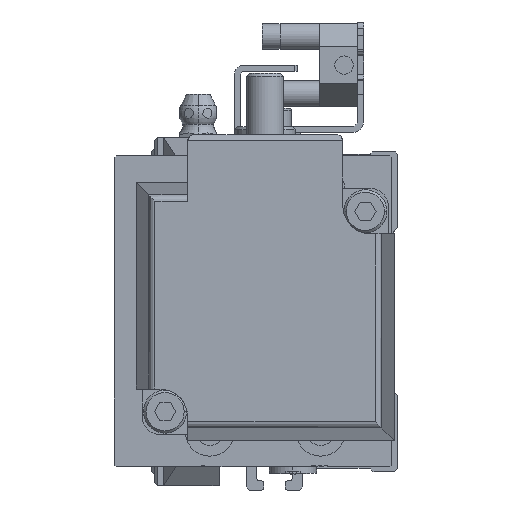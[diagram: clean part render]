
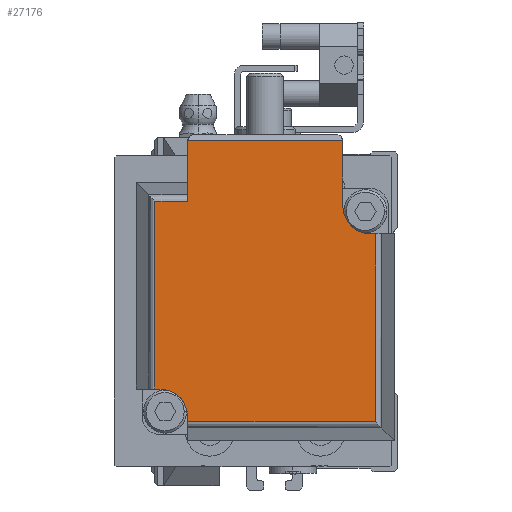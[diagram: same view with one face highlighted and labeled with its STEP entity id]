
A CAD part, left-side view. The second image highlights one B-rep face of the part: STEP entity #27176.
In plain terms, the highlighted face is planar.
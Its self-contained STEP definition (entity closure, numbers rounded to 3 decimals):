
#895 = VECTOR ( 'NONE', #12083, 1000. ) ;
#928 = CARTESIAN_POINT ( 'NONE',  ( 17.1, 82.4, 12.6 ) ) ;
#1021 = CARTESIAN_POINT ( 'NONE',  ( -17.1, 82.4, -17.1 ) ) ;
#1299 = CARTESIAN_POINT ( 'NONE',  ( 27.7, 82.4, -12.6 ) ) ;
#1376 = EDGE_LOOP ( 'NONE', ( #13471, #20134, #23779, #44784, #8476, #5469, #5885, #8967, #46945, #14455, #9511, #46555 ) ) ;
#3106 = VECTOR ( 'NONE', #4381, 1000. ) ;
#4115 = EDGE_CURVE ( 'NONE', #15381, #19468, #19626, .T. ) ;
#4381 = DIRECTION ( 'NONE',  ( -1., 0., 0. ) ) ;
#4493 = LINE ( 'NONE', #33104, #26173 ) ;
#4769 = DIRECTION ( 'NONE',  ( -1., 0., 0. ) ) ;
#5415 = VERTEX_POINT ( 'NONE', #14543 ) ;
#5469 = ORIENTED_EDGE ( 'NONE', *, *, #13973, .T. ) ;
#5885 = ORIENTED_EDGE ( 'NONE', *, *, #15506, .T. ) ;
#6168 = DIRECTION ( 'NONE',  ( 0., -1., 0. ) ) ;
#7731 = DIRECTION ( 'NONE',  ( 0., 0., -1. ) ) ;
#8476 = ORIENTED_EDGE ( 'NONE', *, *, #10964, .T. ) ;
#8512 = VERTEX_POINT ( 'NONE', #10443 ) ;
#8822 = CARTESIAN_POINT ( 'NONE',  ( 17.929, 82.4, -17.929 ) ) ;
#8843 = CARTESIAN_POINT ( 'NONE',  ( 12.6, 82.4, 25. ) ) ;
#8967 = ORIENTED_EDGE ( 'NONE', *, *, #24920, .F. ) ;
#8981 = CIRCLE ( 'NONE', #38689, 4.5 ) ;
#9002 = DIRECTION ( 'NONE',  ( 0., 0., -1. ) ) ;
#9511 = ORIENTED_EDGE ( 'NONE', *, *, #24287, .F. ) ;
#10073 = CARTESIAN_POINT ( 'NONE',  ( 12.6, 82.4, 17.929 ) ) ;
#10443 = CARTESIAN_POINT ( 'NONE',  ( 17.929, 82.4, -12.6 ) ) ;
#10680 = VECTOR ( 'NONE', #9002, 1000. ) ;
#10964 = EDGE_CURVE ( 'NONE', #8512, #18223, #28017, .T. ) ;
#11271 = VECTOR ( 'NONE', #42505, 1000. ) ;
#11698 = VERTEX_POINT ( 'NONE', #23880 ) ;
#12035 = VERTEX_POINT ( 'NONE', #928 ) ;
#12083 = DIRECTION ( 'NONE',  ( -1., 0., 0. ) ) ;
#13471 = ORIENTED_EDGE ( 'NONE', *, *, #15758, .F. ) ;
#13800 = EDGE_CURVE ( 'NONE', #12035, #15381, #32527, .T. ) ;
#13857 = VECTOR ( 'NONE', #37928, 1000. ) ;
#13973 = EDGE_CURVE ( 'NONE', #18223, #5415, #26539, .T. ) ;
#14455 = ORIENTED_EDGE ( 'NONE', *, *, #35395, .F. ) ;
#14543 = CARTESIAN_POINT ( 'NONE',  ( -12.6, 82.4, -17.929 ) ) ;
#14930 = CARTESIAN_POINT ( 'NONE',  ( -17.929, 82.4, 17.929 ) ) ;
#15381 = VERTEX_POINT ( 'NONE', #15792 ) ;
#15506 = EDGE_CURVE ( 'NONE', #5415, #11698, #31737, .T. ) ;
#15758 = EDGE_CURVE ( 'NONE', #12035, #32795, #8981, .T. ) ;
#15792 = CARTESIAN_POINT ( 'NONE',  ( 27.7, 82.4, 12.6 ) ) ;
#15852 = DIRECTION ( 'NONE',  ( -1., 0., 0. ) ) ;
#18049 = VERTEX_POINT ( 'NONE', #27425 ) ;
#18223 = VERTEX_POINT ( 'NONE', #8822 ) ;
#18489 = CARTESIAN_POINT ( 'NONE',  ( 17.929, 82.4, -12.6 ) ) ;
#19395 = CARTESIAN_POINT ( 'NONE',  ( 25., 82.4, -17.929 ) ) ;
#19468 = VERTEX_POINT ( 'NONE', #44066 ) ;
#19626 = LINE ( 'NONE', #26778, #44591 ) ;
#20134 = ORIENTED_EDGE ( 'NONE', *, *, #13800, .T. ) ;
#20605 = VECTOR ( 'NONE', #36822, 1000. ) ;
#22437 = VERTEX_POINT ( 'NONE', #14930 ) ;
#23591 = LINE ( 'NONE', #8843, #13857 ) ;
#23779 = ORIENTED_EDGE ( 'NONE', *, *, #4115, .T. ) ;
#23880 = CARTESIAN_POINT ( 'NONE',  ( -12.6, 82.4, -17.1 ) ) ;
#24287 = EDGE_CURVE ( 'NONE', #30088, #22437, #40328, .T. ) ;
#24740 = DIRECTION ( 'NONE',  ( 0., 0., -1. ) ) ;
#24920 = EDGE_CURVE ( 'NONE', #18049, #11698, #37810, .T. ) ;
#26173 = VECTOR ( 'NONE', #40068, 1000. ) ;
#26444 = DIRECTION ( 'NONE',  ( 0., 1., 0. ) ) ;
#26539 = LINE ( 'NONE', #19395, #3106 ) ;
#26554 = LINE ( 'NONE', #1299, #40466 ) ;
#26778 = CARTESIAN_POINT ( 'NONE',  ( 27.7, 82.4, 12.6 ) ) ;
#27176 = ADVANCED_FACE ( 'NONE', ( #42425 ), #46007, .F. ) ;
#27425 = CARTESIAN_POINT ( 'NONE',  ( -17.1, 82.4, -12.6 ) ) ;
#28017 = LINE ( 'NONE', #31831, #10680 ) ;
#29387 = DIRECTION ( 'NONE',  ( 0., 0., -1. ) ) ;
#30088 = VERTEX_POINT ( 'NONE', #10073 ) ;
#31500 = CARTESIAN_POINT ( 'NONE',  ( -12.6, 82.4, 25. ) ) ;
#31737 = LINE ( 'NONE', #31500, #11271 ) ;
#31831 = CARTESIAN_POINT ( 'NONE',  ( 17.929, 82.4, 25. ) ) ;
#32527 = LINE ( 'NONE', #36354, #20605 ) ;
#32690 = EDGE_CURVE ( 'NONE', #19468, #8512, #26554, .T. ) ;
#32795 = VERTEX_POINT ( 'NONE', #46549 ) ;
#33104 = CARTESIAN_POINT ( 'NONE',  ( -17.929, 82.4, 25. ) ) ;
#35395 = EDGE_CURVE ( 'NONE', #22437, #41376, #4493, .T. ) ;
#36354 = CARTESIAN_POINT ( 'NONE',  ( 17.929, 82.4, 12.6 ) ) ;
#36722 = CARTESIAN_POINT ( 'NONE',  ( 17.1, 82.4, 17.1 ) ) ;
#36804 = CARTESIAN_POINT ( 'NONE',  ( -17.929, 82.4, -12.6 ) ) ;
#36822 = DIRECTION ( 'NONE',  ( 1., 0., 0. ) ) ;
#37441 = DIRECTION ( 'NONE',  ( 0., 0., -1. ) ) ;
#37810 = CIRCLE ( 'NONE', #42378, 4.5 ) ;
#37928 = DIRECTION ( 'NONE',  ( 0., 0., -1. ) ) ;
#38689 = AXIS2_PLACEMENT_3D ( 'NONE', #36722, #26444, #37441 ) ;
#40050 = VECTOR ( 'NONE', #4769, 1000. ) ;
#40068 = DIRECTION ( 'NONE',  ( 0., 0., -1. ) ) ;
#40328 = LINE ( 'NONE', #41273, #40050 ) ;
#40466 = VECTOR ( 'NONE', #15852, 1000. ) ;
#41273 = CARTESIAN_POINT ( 'NONE',  ( 25., 82.4, 17.929 ) ) ;
#41376 = VERTEX_POINT ( 'NONE', #36804 ) ;
#41380 = AXIS2_PLACEMENT_3D ( 'NONE', #43136, #6168, #24740 ) ;
#42378 = AXIS2_PLACEMENT_3D ( 'NONE', #1021, #44678, #29387 ) ;
#42425 = FACE_OUTER_BOUND ( 'NONE', #1376, .T. ) ;
#42505 = DIRECTION ( 'NONE',  ( 0., 0., 1. ) ) ;
#43136 = CARTESIAN_POINT ( 'NONE',  ( 17.929, 82.4, 25. ) ) ;
#43267 = EDGE_CURVE ( 'NONE', #30088, #32795, #23591, .T. ) ;
#44066 = CARTESIAN_POINT ( 'NONE',  ( 27.7, 82.4, -12.6 ) ) ;
#44591 = VECTOR ( 'NONE', #7731, 1000. ) ;
#44678 = DIRECTION ( 'NONE',  ( 0., 1., 0. ) ) ;
#44736 = LINE ( 'NONE', #18489, #895 ) ;
#44784 = ORIENTED_EDGE ( 'NONE', *, *, #32690, .T. ) ;
#45036 = EDGE_CURVE ( 'NONE', #18049, #41376, #44736, .T. ) ;
#46007 = PLANE ( 'NONE',  #41380 ) ;
#46549 = CARTESIAN_POINT ( 'NONE',  ( 12.6, 82.4, 17.1 ) ) ;
#46555 = ORIENTED_EDGE ( 'NONE', *, *, #43267, .T. ) ;
#46945 = ORIENTED_EDGE ( 'NONE', *, *, #45036, .T. ) ;
